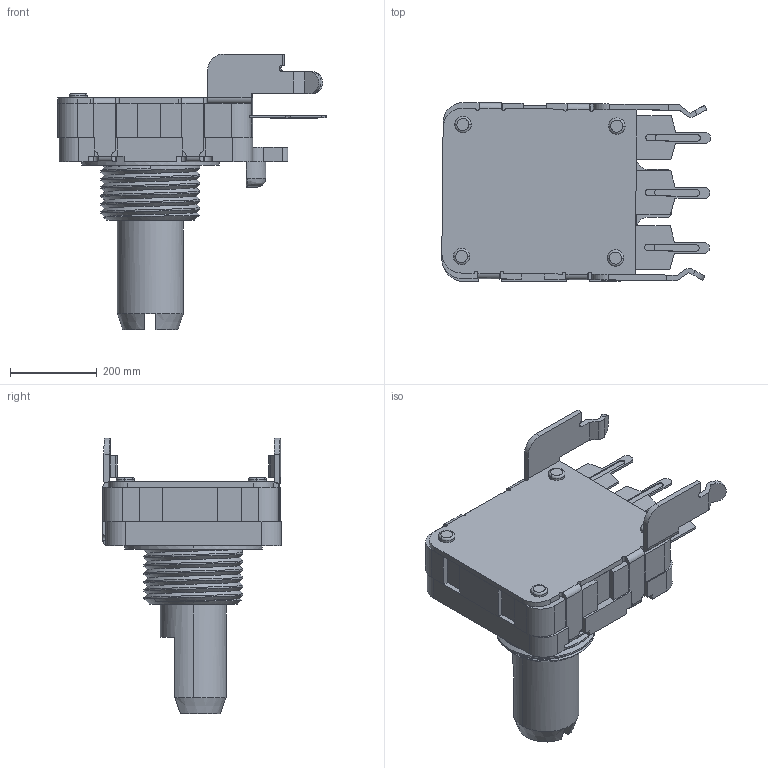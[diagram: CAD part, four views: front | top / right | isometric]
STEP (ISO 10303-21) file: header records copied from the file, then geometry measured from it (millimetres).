
FILE_DESCRIPTION((''),'2;1');
FILE_NAME('EN16-V22AF15_ASM','2021-04-08T11:04:26',('JVassar'),(''),'CREO PARAMETRIC BY PTC INC, 2018260','CREO PARAMETRIC BY PTC INC, 2018260','');
FILE_SCHEMA(('CONFIG_CONTROL_DESIGN'));
Length unit declared in the file: inch
Products named in the file (5): 13457F_2; 13458L5F_3; 13454F_3; 13456F_7; EN16-V22AF15_ASM
Assembly tree (4 placements, depth 2):
  EN16-V22AF15_ASM
    13457F_2
    13458L5F_3
    13454F_3
    13456F_7
Bounding box: 620.11 x 412.75 x 637.54 mm (x, y, z)
Volume: 31044504.3 mm3; surface area: 2586680.1 mm2
Topology: 4 solids, 4 shells, 553 faces, 1487 edges, 985 vertices
Faces by surface type: plane 318, cylinder 195, torus 18, cone 14, bspline 7, extrusion 1
Entity records: 19485 total; most frequent: CARTESIAN_POINT 5065, DIRECTION 3059, ORIENTED_EDGE 2974, EDGE_CURVE 1487, AXIS2_PLACEMENT_3D 1074, VERTEX_POINT 985, VECTOR 911, LINE 910
